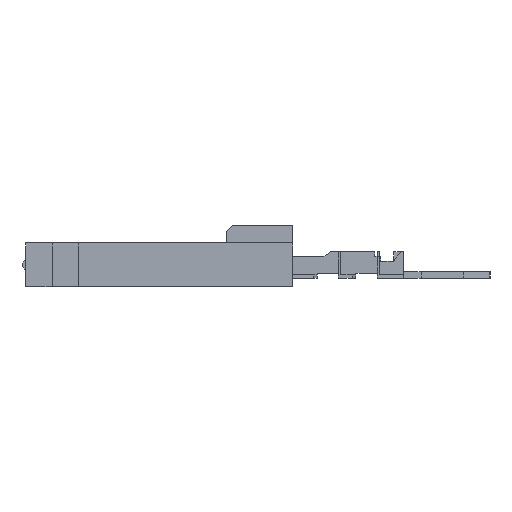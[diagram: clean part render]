
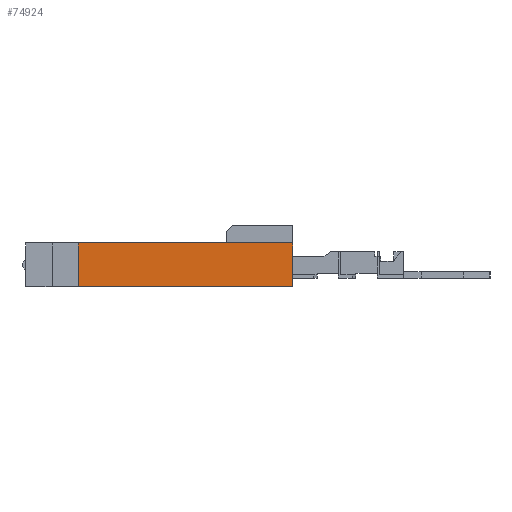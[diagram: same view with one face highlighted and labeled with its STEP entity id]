
A CAD part, left-side view. The second image highlights one B-rep face of the part: STEP entity #74924.
In plain terms, the highlighted planar face has unit normal (-1, 0, 0).
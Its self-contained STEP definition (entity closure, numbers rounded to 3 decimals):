
#281=DIRECTION('',(0.,0.,1.));
#282=VECTOR('',#281,2.51);
#283=CARTESIAN_POINT('',(-24.115,-7.62,-1.255));
#284=LINE('',#283,#282);
#24013=DIRECTION('',(0.,1.,0.));
#24014=VECTOR('',#24013,12.24);
#24015=CARTESIAN_POINT('',(-24.115,-7.62,1.255));
#24016=LINE('',#24015,#24014);
#25213=DIRECTION('',(0.,0.,1.));
#25214=VECTOR('',#25213,2.51);
#25215=CARTESIAN_POINT('',(-24.115,4.62,-1.255));
#25216=LINE('',#25215,#25214);
#25217=DIRECTION('',(0.,1.,0.));
#25218=VECTOR('',#25217,12.24);
#25219=CARTESIAN_POINT('',(-24.115,-7.62,-1.255));
#25220=LINE('',#25219,#25218);
#29417=CARTESIAN_POINT('',(-24.115,-7.62,-1.255));
#29418=CARTESIAN_POINT('',(-24.115,-7.62,1.255));
#29419=VERTEX_POINT('',#29417);
#29420=VERTEX_POINT('',#29418);
#30467=CARTESIAN_POINT('',(-24.115,4.62,-1.255));
#30468=CARTESIAN_POINT('',(-24.115,4.62,1.255));
#30469=VERTEX_POINT('',#30467);
#30470=VERTEX_POINT('',#30468);
#74913=CARTESIAN_POINT('',(-24.115,-7.62,-1.255));
#74914=DIRECTION('',(-1.,0.,0.));
#74915=DIRECTION('',(0.,0.,1.));
#74916=AXIS2_PLACEMENT_3D('',#74913,#74914,#74915);
#74917=PLANE('',#74916);
#74918=ORIENTED_EDGE('',*,*,#74905,.T.);
#74919=ORIENTED_EDGE('',*,*,#72579,.F.);
#74920=ORIENTED_EDGE('',*,*,#39264,.F.);
#74921=ORIENTED_EDGE('',*,*,#39499,.T.);
#74922=EDGE_LOOP('',(#74918,#74919,#74920,#74921));
#74923=FACE_OUTER_BOUND('',#74922,.F.);
#74924=ADVANCED_FACE('',(#74923),#74917,.T.);
#39264=EDGE_CURVE('',#29419,#29420,#284,.T.);
#39499=EDGE_CURVE('',#29419,#30469,#25220,.T.);
#72579=EDGE_CURVE('',#29420,#30470,#24016,.T.);
#74905=EDGE_CURVE('',#30469,#30470,#25216,.T.);
